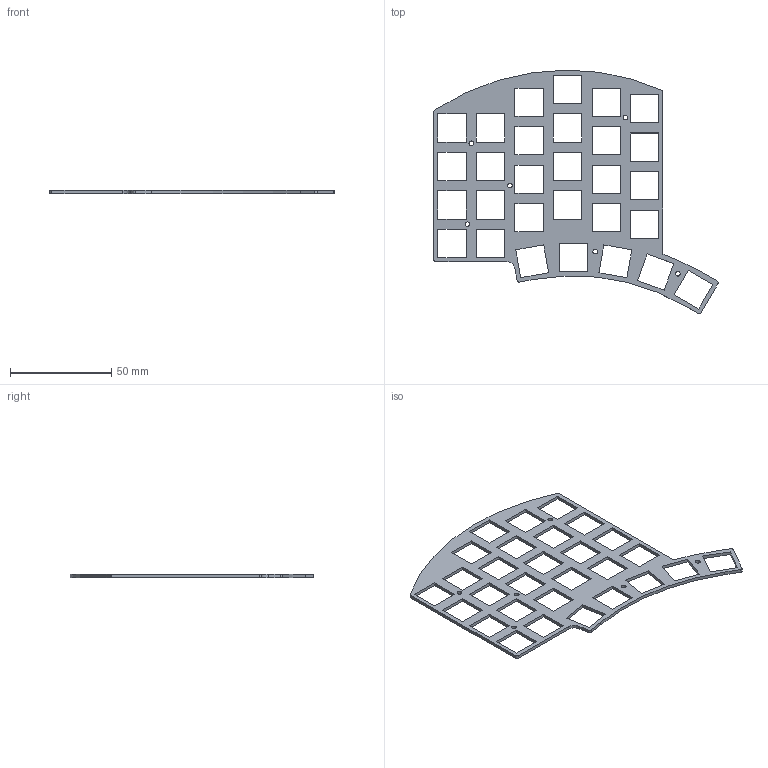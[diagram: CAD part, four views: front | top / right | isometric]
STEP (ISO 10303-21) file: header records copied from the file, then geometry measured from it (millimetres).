
FILE_DESCRIPTION(('KiCad electronic assembly'),'2;1');
FILE_NAME('plate-top-no-extra-key.step','2021-11-26T21:51:14',('Pcbnew') ,('Kicad'),'Open CASCADE STEP processor 7.5','KiCad to STEP converter' ,'Unknown');
FILE_SCHEMA(('AUTOMOTIVE_DESIGN { 1 0 10303 214 1 1 1 1 }'));
Length unit declared in the file: millimetre
Products named in the file (2): plate-top-no-extra-key 1; plate-top-no-extra-key PCB
Assembly tree (1 placements, depth 2):
  plate-top-no-extra-key 1
    plate-top-no-extra-key PCB
Bounding box: 140.6 x 120.54 x 1.6 mm (x, y, z)
Volume: 8966 mm3; surface area: 14619.1 mm2
Topology: 1 solids, 1 shells, 143 faces, 423 edges, 282 vertices
Faces by surface type: plane 126, cylinder 17
Full cylindrical faces by diameter (mm): 2.3 x6
Entity records: 10397 total; most frequent: CARTESIAN_POINT 1696, DIRECTION 1593, LINE 1201, VECTOR 1201, ORIENTED_EDGE 846, PCURVE 846, DEFINITIONAL_REPRESENTATION 846, EDGE_CURVE 423
